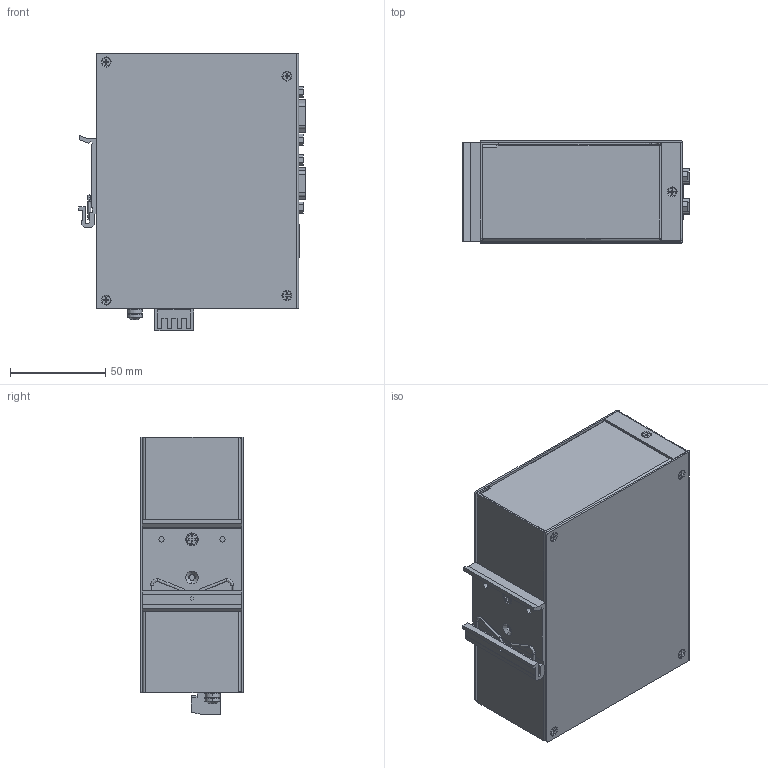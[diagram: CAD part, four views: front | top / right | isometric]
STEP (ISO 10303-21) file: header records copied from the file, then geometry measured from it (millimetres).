
FILE_DESCRIPTION (( 'STEP AP214' ), '1' );
FILE_NAME ('SGW-MB1524-T.STEP', '2018-04-04T12:35:14', ( '' ), ( '' ), 'SwSTEP 2.0', 'SolidWorks 2017', '' );
FILE_SCHEMA (( 'AUTOMOTIVE_DESIGN' ));
Length unit declared in the file: inch
Products named in the file (1): SGW-MB1524-T
Bounding box: 118.9 x 53.6 x 145.5 mm (x, y, z)
Surface area: 161804.9 mm2 (no closed solid volume)
Topology: 0 solids, 43 shells, 1789 faces, 4552 edges, 2953 vertices
Faces by surface type: plane 962, cylinder 553, torus 144, cone 114, bspline 15, sphere 1
Entity records: 57221 total; most frequent: CARTESIAN_POINT 12084, DIRECTION 9515, ORIENTED_EDGE 9028, EDGE_CURVE 4552, AXIS2_PLACEMENT_3D 3308, VERTEX_POINT 2953, LINE 2899, VECTOR 2899
